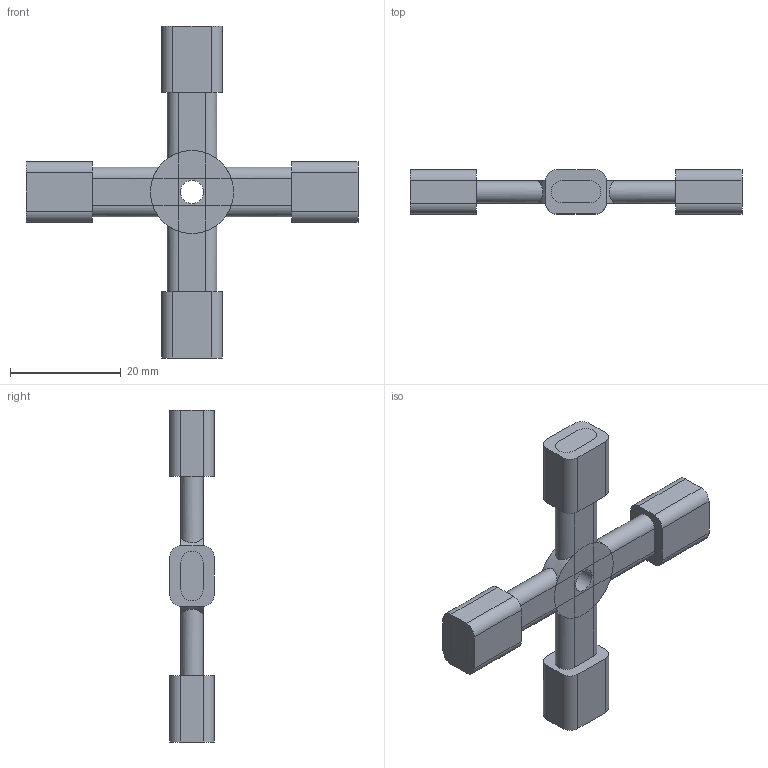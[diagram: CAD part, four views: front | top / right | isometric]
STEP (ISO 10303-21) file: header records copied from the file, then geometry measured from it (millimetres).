
FILE_DESCRIPTION(('FreeCAD Model'),'2;1');
FILE_NAME('Open CASCADE Shape Model','2024-12-25T14:07:34',(''),(''), 'Open CASCADE STEP processor 7.6','FreeCAD','Unknown');
FILE_SCHEMA(('AUTOMOTIVE_DESIGN { 1 0 10303 214 1 1 1 1 }'));
Length unit declared in the file: millimetre
Products named in the file (1): Тіло005
Bounding box: 60 x 8 x 60 mm (x, y, z)
Volume: 6130.7 mm3; surface area: 3640.9 mm2
Topology: 1 solids, 1 shells, 83 faces, 199 edges, 126 vertices
Faces by surface type: plane 54, cylinder 29
Full cylindrical faces by diameter (mm): 4.2 x1
Entity records: 2611 total; most frequent: CARTESIAN_POINT 611, DIRECTION 425, ORIENTED_EDGE 398, EDGE_CURVE 199, AXIS2_PLACEMENT_3D 152, VERTEX_POINT 126, LINE 121, VECTOR 121
